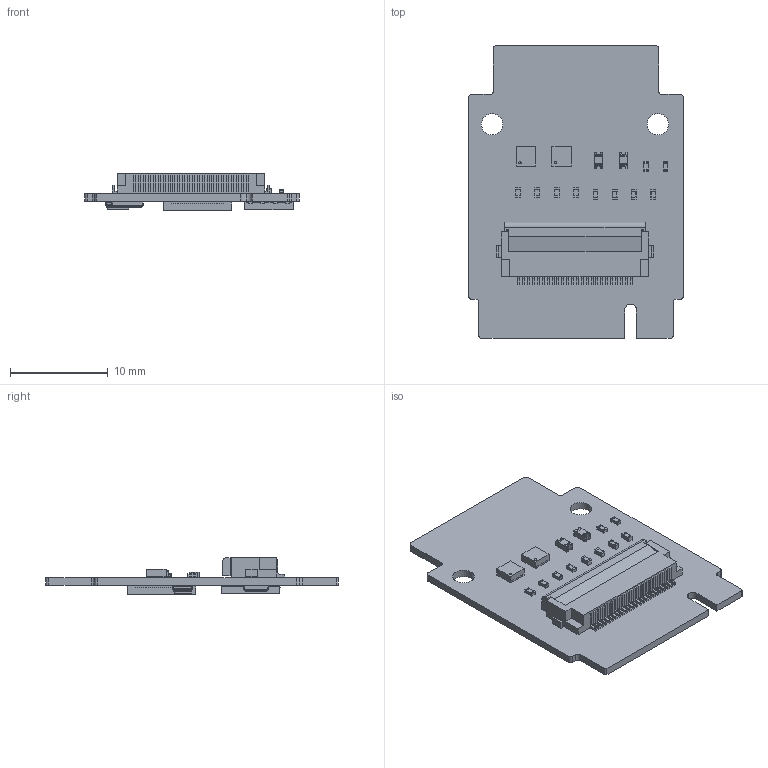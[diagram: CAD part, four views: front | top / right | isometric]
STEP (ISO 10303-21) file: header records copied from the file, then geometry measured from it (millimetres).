
FILE_DESCRIPTION(('KiCad electronic assembly'),'2;1');
FILE_NAME('STeYe_M2.step','2024-09-29T23:58:37',('Pcbnew'),('Kicad'), 'Open CASCADE STEP processor 7.8','KiCad to STEP converter','Unknown' );
FILE_SCHEMA(('AUTOMOTIVE_DESIGN { 1 0 10303 214 1 1 1 1 }'));
Length unit declared in the file: millimetre
Products named in the file (20): STeYe_M2 1; WSON-6-1EP_2x2mm_P0.65mm_EP1x1.6mm; WSON_6_1EP_2x2mm_P065mm_EP1x16mm; R_0402_1005Metric; C_0402_1005Metric; D_0603_1608Metric; D_0603; Hirose_FH12-24S-0.5SH_1x24-1MP_P0.50mm_Horizontal; Hirose_FH12_xxS_0_5SH_Parametric_v0_1; Crystal_SMD_3225-4Pin_3.2x2.5mm; Crystal_SMD_2520-4Pin_2.5x2.0mm; QFN-56-1EP_7x7mm_P0.4mm_EP4x4mm; CQ assembly; W-PDFN-8-1EP_6x5mm_P1.27mm_EP3x3mm; STeYe_M2_PCB
Assembly tree (29 placements, depth 3):
  STeYe_M2 1
    WSON-6-1EP_2x2mm_P0.65mm_EP1x1.6mm  x2
      WSON_6_1EP_2x2mm_P065mm_EP1x16mm
    R_0402_1005Metric  x6
      R_0402_1005Metric
    C_0402_1005Metric  x4
      C_0402_1005Metric
    D_0603_1608Metric  x2
      D_0603
    Hirose_FH12-24S-0.5SH_1x24-1MP_P0.50mm_Horizontal
      Hirose_FH12_xxS_0_5SH_Parametric_v0_1
    Crystal_SMD_3225-4Pin_3.2x2.5mm
      Crystal_SMD_3225-4Pin_3.2x2.5mm
    Crystal_SMD_2520-4Pin_2.5x2.0mm
      Crystal_SMD_2520-4Pin_2.5x2.0mm
    QFN-56-1EP_7x7mm_P0.4mm_EP4x4mm
      CQ assembly
    W-PDFN-8-1EP_6x5mm_P1.27mm_EP3x3mm
      CQ assembly
    STeYe_M2_PCB
Bounding box: 22 x 30 x 3.76 mm (x, y, z)
Volume: 724.5 mm3; surface area: 2259.2 mm2
Topology: 90 solids, 90 shells, 1693 faces, 4363 edges, 2870 vertices
Faces by surface type: plane 1280, cylinder 377, torus 36
Full cylindrical faces by diameter (mm): 0.25 x2, 0.5 x2, 2.2 x2
Entity records: 44669 total; most frequent: CARTESIAN_POINT 7579, ORIENTED_EDGE 7122, DIRECTION 6989, EDGE_CURVE 3561, LINE 2941, VECTOR 2941, VERTEX_POINT 2342, AXIS2_PLACEMENT_3D 2024
